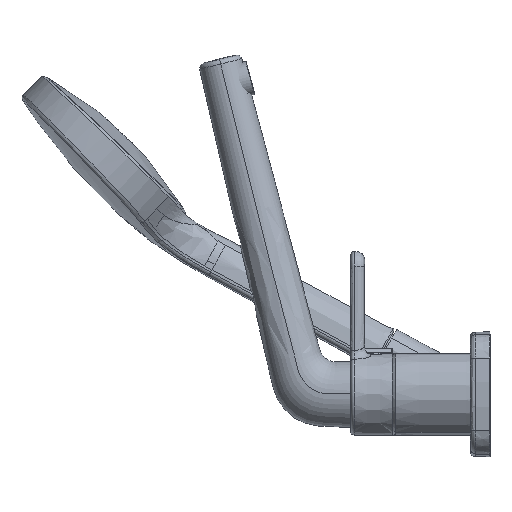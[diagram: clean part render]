
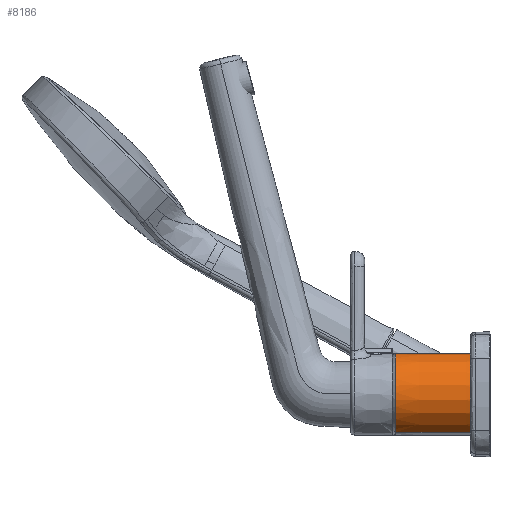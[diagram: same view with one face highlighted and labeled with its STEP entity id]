
A CAD part, left-side view. The second image highlights one B-rep face of the part: STEP entity #8186.
In plain terms, the highlighted conical face has half-angle 0.25 degrees and reference radius 24.675 mm.
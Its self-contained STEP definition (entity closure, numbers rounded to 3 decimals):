
#1469 = ORIENTED_EDGE ( 'NONE', *, *, #2091, .T. ) ;
#1806 = CIRCLE ( 'NONE', #17214, 24.387 ) ;
#1917 = CARTESIAN_POINT ( 'NONE',  ( -369.457, -15.5, -22.791 ) ) ;
#2043 = DIRECTION ( 'NONE',  ( 0.383, 0., 0.924 ) ) ;
#2091 = EDGE_CURVE ( 'NONE', #6623, #4245, #2703, .T. ) ;
#2332 = ORIENTED_EDGE ( 'NONE', *, *, #16126, .F. ) ;
#2420 = CARTESIAN_POINT ( 'NONE',  ( -350.654, 50.581, 22.525 ) ) ;
#2687 = CARTESIAN_POINT ( 'NONE',  ( -360., 50.581, 0. ) ) ;
#2703 = LINE ( 'NONE', #1917, #13928 ) ;
#3832 = VECTOR ( 'NONE', #6166, 1000. ) ;
#4212 = DIRECTION ( 'NONE',  ( -0.383, 0., -0.924 ) ) ;
#4245 = VERTEX_POINT ( 'NONE', #8056 ) ;
#4501 = EDGE_CURVE ( 'NONE', #4245, #12137, #16152, .T. ) ;
#6138 = AXIS2_PLACEMENT_3D ( 'NONE', #7036, #17743, #8568 ) ;
#6166 = DIRECTION ( 'NONE',  ( 0.002, -1., 0.004 ) ) ;
#6623 = VERTEX_POINT ( 'NONE', #18042 ) ;
#7036 = CARTESIAN_POINT ( 'NONE',  ( -360., -4.934, 0. ) ) ;
#8056 = CARTESIAN_POINT ( 'NONE',  ( -369.439, -4.934, -22.748 ) ) ;
#8186 = ADVANCED_FACE ( 'NONE', ( #18302 ), #15888, .T. ) ;
#8395 = VERTEX_POINT ( 'NONE', #2420 ) ;
#8568 = DIRECTION ( 'NONE',  ( -0.383, 0., -0.924 ) ) ;
#9376 = DIRECTION ( 'NONE',  ( 0., -1., 0. ) ) ;
#9871 = CARTESIAN_POINT ( 'NONE',  ( -350.561, -4.934, 22.748 ) ) ;
#10922 = EDGE_LOOP ( 'NONE', ( #15306, #1469, #16977, #2332 ) ) ;
#11171 = CARTESIAN_POINT ( 'NONE',  ( -360., -15.5, 0. ) ) ;
#11646 = EDGE_CURVE ( 'NONE', #8395, #6623, #1806, .T. ) ;
#12137 = VERTEX_POINT ( 'NONE', #9871 ) ;
#12745 = DIRECTION ( 'NONE',  ( -0.002, -1., -0.004 ) ) ;
#13345 = DIRECTION ( 'NONE',  ( 0., -1., 0. ) ) ;
#13928 = VECTOR ( 'NONE', #12745, 1000. ) ;
#15280 = CARTESIAN_POINT ( 'NONE',  ( -350.543, -15.5, 22.791 ) ) ;
#15306 = ORIENTED_EDGE ( 'NONE', *, *, #11646, .T. ) ;
#15545 = LINE ( 'NONE', #15280, #3832 ) ;
#15888 = CONICAL_SURFACE ( 'NONE', #18804, 24.675, 0.004 ) ;
#16126 = EDGE_CURVE ( 'NONE', #8395, #12137, #15545, .T. ) ;
#16152 = CIRCLE ( 'NONE', #6138, 24.629 ) ;
#16977 = ORIENTED_EDGE ( 'NONE', *, *, #4501, .T. ) ;
#17214 = AXIS2_PLACEMENT_3D ( 'NONE', #2687, #13345, #4212 ) ;
#17743 = DIRECTION ( 'NONE',  ( 0., 1., 0. ) ) ;
#18042 = CARTESIAN_POINT ( 'NONE',  ( -369.346, 50.581, -22.525 ) ) ;
#18302 = FACE_OUTER_BOUND ( 'NONE', #10922, .T. ) ;
#18804 = AXIS2_PLACEMENT_3D ( 'NONE', #11171, #9376, #2043 ) ;
